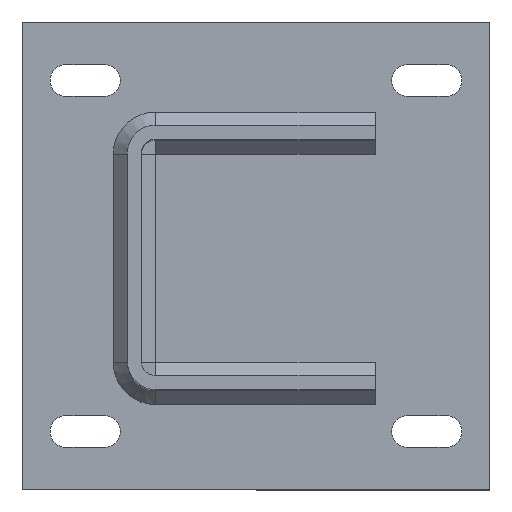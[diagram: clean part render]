
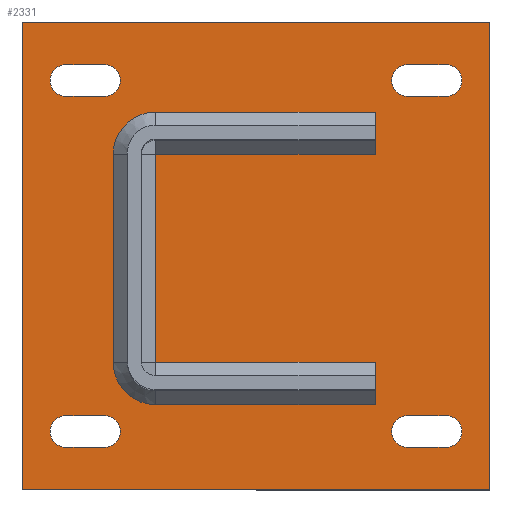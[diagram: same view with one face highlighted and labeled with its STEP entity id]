
A CAD part, top view. The second image highlights one B-rep face of the part: STEP entity #2331.
In plain terms, the highlighted planar face has unit normal (0, 0, 1).
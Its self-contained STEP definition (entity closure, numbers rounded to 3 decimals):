
#73=CARTESIAN_POINT('',(-43.,-45.5,8.0));
#74=VERTEX_POINT('',#73);
#75=CARTESIAN_POINT('',(51.0,-45.5,8.0));
#76=VERTEX_POINT('',#75);
#77=CARTESIAN_POINT('',(-43.,-45.5,8.0));
#78=DIRECTION('',(1.0,0.0,0.0));
#79=VECTOR('',#78,94.0);
#80=LINE('',#77,#79);
#81=EDGE_CURVE('',#74,#76,#80,.T.);
#144=CARTESIAN_POINT('',(-43.,43.5,8.0));
#145=VERTEX_POINT('',#144);
#146=CARTESIAN_POINT('',(-43.,43.5,8.0));
#147=DIRECTION('',(0.0,-1.0,0.0));
#148=VECTOR('',#147,89.0);
#149=LINE('',#146,#148);
#150=EDGE_CURVE('',#145,#74,#149,.T.);
#220=CARTESIAN_POINT('',(51.,43.5,8.0));
#221=VERTEX_POINT('',#220);
#222=CARTESIAN_POINT('',(51.,43.5,8.0));
#223=DIRECTION('',(-1.0,0.0,0.0));
#224=VECTOR('',#223,94.);
#225=LINE('',#222,#224);
#226=EDGE_CURVE('',#221,#145,#225,.T.);
#283=CARTESIAN_POINT('',(51.0,61.5,8.0));
#284=VERTEX_POINT('',#283);
#291=CARTESIAN_POINT('',(-43.,61.5,8.0));
#292=VERTEX_POINT('',#291);
#293=CARTESIAN_POINT('',(-43.,61.5,8.0));
#294=DIRECTION('',(1.0,0.0,0.0));
#295=VECTOR('',#294,94.);
#296=LINE('',#293,#295);
#297=EDGE_CURVE('',#292,#284,#296,.T.);
#322=CARTESIAN_POINT('',(-61.,43.5,8.0));
#323=VERTEX_POINT('',#322);
#324=CARTESIAN_POINT('',(-43.,43.5,8.0));
#325=DIRECTION('',(0.0,0.0,-1.0));
#326=DIRECTION('',(0.0,1.0,0.0));
#327=AXIS2_PLACEMENT_3D('',#324,#325,#326);
#328=CIRCLE('',#327,18.);
#329=EDGE_CURVE('',#323,#292,#328,.T.);
#355=CARTESIAN_POINT('',(-61.,-45.5,8.0));
#356=VERTEX_POINT('',#355);
#357=CARTESIAN_POINT('',(-61.,-45.5,8.));
#358=DIRECTION('',(0.0,1.0,0.0));
#359=VECTOR('',#358,89.);
#360=LINE('',#357,#359);
#361=EDGE_CURVE('',#356,#323,#360,.T.);
#386=CARTESIAN_POINT('',(-43.,-63.5,8.0));
#387=VERTEX_POINT('',#386);
#388=CARTESIAN_POINT('',(-43.,-45.5,8.0));
#389=DIRECTION('',(0.0,0.0,-1.0));
#390=DIRECTION('',(-1.0,0.0,0.0));
#391=AXIS2_PLACEMENT_3D('',#388,#389,#390);
#392=CIRCLE('',#391,18.);
#393=EDGE_CURVE('',#387,#356,#392,.T.);
#419=CARTESIAN_POINT('',(51.0,-63.5,8.0));
#420=VERTEX_POINT('',#419);
#421=CARTESIAN_POINT('',(51.0,-63.5,8.0));
#422=DIRECTION('',(-1.0,0.0,0.0));
#423=VECTOR('',#422,94.);
#424=LINE('',#421,#423);
#425=EDGE_CURVE('',#420,#387,#424,.T.);
#1545=CARTESIAN_POINT('',(51.,-45.5,8.0));
#1546=DIRECTION('',(0.0,-1.0,0.0));
#1547=VECTOR('',#1546,18.);
#1548=LINE('',#1545,#1547);
#1549=EDGE_CURVE('',#76,#420,#1548,.T.);
#1636=CARTESIAN_POINT('',(51.0,61.5,8.0));
#1637=DIRECTION('',(0.0,-1.0,0.0));
#1638=VECTOR('',#1637,18.);
#1639=LINE('',#1636,#1638);
#1640=EDGE_CURVE('',#284,#221,#1639,.T.);
#1664=CARTESIAN_POINT('',(81.25,68.25,8.0));
#1665=VERTEX_POINT('',#1664);
#1672=CARTESIAN_POINT('',(81.25,81.75,8.0));
#1673=VERTEX_POINT('',#1672);
#1674=CARTESIAN_POINT('',(81.25,75.,8.0));
#1675=DIRECTION('',(0.0,0.0,-1.0));
#1676=DIRECTION('',(0.0,1.0,0.0));
#1677=AXIS2_PLACEMENT_3D('',#1674,#1675,#1676);
#1678=CIRCLE('',#1677,6.75);
#1679=EDGE_CURVE('',#1673,#1665,#1678,.T.);
#1704=CARTESIAN_POINT('',(64.75,81.75,8.0));
#1705=VERTEX_POINT('',#1704);
#1706=CARTESIAN_POINT('',(64.75,81.75,8.0));
#1707=DIRECTION('',(1.0,0.0,0.0));
#1708=VECTOR('',#1707,16.5);
#1709=LINE('',#1706,#1708);
#1710=EDGE_CURVE('',#1705,#1673,#1709,.T.);
#1736=CARTESIAN_POINT('',(64.75,68.25,8.0));
#1737=VERTEX_POINT('',#1736);
#1738=CARTESIAN_POINT('',(64.75,75.,8.0));
#1739=DIRECTION('',(0.0,0.0,-1.0));
#1740=DIRECTION('',(0.0,-1.0,0.0));
#1741=AXIS2_PLACEMENT_3D('',#1738,#1739,#1740);
#1742=CIRCLE('',#1741,6.75);
#1743=EDGE_CURVE('',#1737,#1705,#1742,.T.);
#1766=CARTESIAN_POINT('',(81.25,68.25,8.0));
#1767=DIRECTION('',(-1.0,0.0,0.0));
#1768=VECTOR('',#1767,16.5);
#1769=LINE('',#1766,#1768);
#1770=EDGE_CURVE('',#1665,#1737,#1769,.T.);
#1792=CARTESIAN_POINT('',(81.25,-81.75,8.0));
#1793=VERTEX_POINT('',#1792);
#1800=CARTESIAN_POINT('',(81.25,-68.25,8.0));
#1801=VERTEX_POINT('',#1800);
#1802=CARTESIAN_POINT('',(81.25,-75.0,8.0));
#1803=DIRECTION('',(0.0,0.0,-1.0));
#1804=DIRECTION('',(0.0,1.0,0.0));
#1805=AXIS2_PLACEMENT_3D('',#1802,#1803,#1804);
#1806=CIRCLE('',#1805,6.75);
#1807=EDGE_CURVE('',#1801,#1793,#1806,.T.);
#1832=CARTESIAN_POINT('',(64.75,-68.25,8.0));
#1833=VERTEX_POINT('',#1832);
#1834=CARTESIAN_POINT('',(64.75,-68.25,8.0));
#1835=DIRECTION('',(1.0,0.0,0.0));
#1836=VECTOR('',#1835,16.5);
#1837=LINE('',#1834,#1836);
#1838=EDGE_CURVE('',#1833,#1801,#1837,.T.);
#1864=CARTESIAN_POINT('',(64.75,-81.75,8.0));
#1865=VERTEX_POINT('',#1864);
#1866=CARTESIAN_POINT('',(64.75,-75.0,8.0));
#1867=DIRECTION('',(0.0,0.0,-1.0));
#1868=DIRECTION('',(0.0,-1.0,0.0));
#1869=AXIS2_PLACEMENT_3D('',#1866,#1867,#1868);
#1870=CIRCLE('',#1869,6.75);
#1871=EDGE_CURVE('',#1865,#1833,#1870,.T.);
#1894=CARTESIAN_POINT('',(81.25,-81.75,8.0));
#1895=DIRECTION('',(-1.0,0.0,0.0));
#1896=VECTOR('',#1895,16.5);
#1897=LINE('',#1894,#1896);
#1898=EDGE_CURVE('',#1793,#1865,#1897,.T.);
#1920=CARTESIAN_POINT('',(-64.75,-81.75,8.0));
#1921=VERTEX_POINT('',#1920);
#1928=CARTESIAN_POINT('',(-64.75,-68.25,8.0));
#1929=VERTEX_POINT('',#1928);
#1930=CARTESIAN_POINT('',(-64.75,-75.0,8.0));
#1931=DIRECTION('',(0.0,0.0,-1.0));
#1932=DIRECTION('',(0.0,-1.0,0.0));
#1933=AXIS2_PLACEMENT_3D('',#1930,#1931,#1932);
#1934=CIRCLE('',#1933,6.75);
#1935=EDGE_CURVE('',#1929,#1921,#1934,.T.);
#1960=CARTESIAN_POINT('',(-81.25,-68.25,8.0));
#1961=VERTEX_POINT('',#1960);
#1962=CARTESIAN_POINT('',(-81.25,-68.25,8.0));
#1963=DIRECTION('',(1.0,0.0,0.0));
#1964=VECTOR('',#1963,16.5);
#1965=LINE('',#1962,#1964);
#1966=EDGE_CURVE('',#1961,#1929,#1965,.T.);
#1992=CARTESIAN_POINT('',(-81.25,-81.75,8.0));
#1993=VERTEX_POINT('',#1992);
#1994=CARTESIAN_POINT('',(-81.25,-75.,8.0));
#1995=DIRECTION('',(0.0,0.0,-1.0));
#1996=DIRECTION('',(0.0,1.0,0.0));
#1997=AXIS2_PLACEMENT_3D('',#1994,#1995,#1996);
#1998=CIRCLE('',#1997,6.75);
#1999=EDGE_CURVE('',#1993,#1961,#1998,.T.);
#2022=CARTESIAN_POINT('',(-64.75,-81.75,8.0));
#2023=DIRECTION('',(-1.0,0.0,0.0));
#2024=VECTOR('',#2023,16.5);
#2025=LINE('',#2022,#2024);
#2026=EDGE_CURVE('',#1921,#1993,#2025,.T.);
#2048=CARTESIAN_POINT('',(-64.75,68.25,8.0));
#2049=VERTEX_POINT('',#2048);
#2056=CARTESIAN_POINT('',(-64.75,81.75,8.0));
#2057=VERTEX_POINT('',#2056);
#2058=CARTESIAN_POINT('',(-64.75,75.0,8.0));
#2059=DIRECTION('',(0.0,0.0,-1.0));
#2060=DIRECTION('',(0.0,1.0,0.0));
#2061=AXIS2_PLACEMENT_3D('',#2058,#2059,#2060);
#2062=CIRCLE('',#2061,6.75);
#2063=EDGE_CURVE('',#2057,#2049,#2062,.T.);
#2088=CARTESIAN_POINT('',(-81.25,81.75,8.0));
#2089=VERTEX_POINT('',#2088);
#2090=CARTESIAN_POINT('',(-81.25,81.75,8.0));
#2091=DIRECTION('',(1.0,0.0,0.0));
#2092=VECTOR('',#2091,16.5);
#2093=LINE('',#2090,#2092);
#2094=EDGE_CURVE('',#2089,#2057,#2093,.T.);
#2120=CARTESIAN_POINT('',(-81.25,68.25,8.0));
#2121=VERTEX_POINT('',#2120);
#2122=CARTESIAN_POINT('',(-81.25,75.0,8.0));
#2123=DIRECTION('',(0.0,0.0,-1.0));
#2124=DIRECTION('',(0.0,-1.0,0.0));
#2125=AXIS2_PLACEMENT_3D('',#2122,#2123,#2124);
#2126=CIRCLE('',#2125,6.75);
#2127=EDGE_CURVE('',#2121,#2089,#2126,.T.);
#2150=CARTESIAN_POINT('',(-64.75,68.25,8.0));
#2151=DIRECTION('',(-1.0,0.0,0.0));
#2152=VECTOR('',#2151,16.5);
#2153=LINE('',#2150,#2152);
#2154=EDGE_CURVE('',#2049,#2121,#2153,.T.);
#2165=CARTESIAN_POINT('',(100.0,100.0,8.0));
#2166=VERTEX_POINT('',#2165);
#2167=CARTESIAN_POINT('',(100.,-100.0,8.0));
#2168=VERTEX_POINT('',#2167);
#2169=CARTESIAN_POINT('',(100.0,100.0,8.0));
#2170=DIRECTION('',(0.0,-1.0,0.0));
#2171=VECTOR('',#2170,200.0);
#2172=LINE('',#2169,#2171);
#2173=EDGE_CURVE('',#2166,#2168,#2172,.T.);
#2205=CARTESIAN_POINT('',(-100.,-100.,8.0));
#2206=VERTEX_POINT('',#2205);
#2207=CARTESIAN_POINT('',(100.,-100.0,8.0));
#2208=DIRECTION('',(-1.0,0.0,0.0));
#2209=VECTOR('',#2208,200.);
#2210=LINE('',#2207,#2209);
#2211=EDGE_CURVE('',#2168,#2206,#2210,.T.);
#2236=CARTESIAN_POINT('',(-100.0,100.0,8.0));
#2237=VERTEX_POINT('',#2236);
#2238=CARTESIAN_POINT('',(-100.,-100.,8.0));
#2239=DIRECTION('',(0.0,1.0,0.0));
#2240=VECTOR('',#2239,200.0);
#2241=LINE('',#2238,#2240);
#2242=EDGE_CURVE('',#2206,#2237,#2241,.T.);
#2267=CARTESIAN_POINT('',(-100.0,100.0,8.0));
#2268=DIRECTION('',(1.0,0.0,0.0));
#2269=VECTOR('',#2268,200.0);
#2270=LINE('',#2267,#2269);
#2271=EDGE_CURVE('',#2237,#2166,#2270,.T.);
#2284=CARTESIAN_POINT('',(0.0,0.0,8.0));
#2285=DIRECTION('',(0.0,0.0,1.0));
#2286=DIRECTION('',(1.0,0.0,0.0));
#2287=AXIS2_PLACEMENT_3D('',#2284,#2285,#2286);
#2288=PLANE('',#2287);
#2289=ORIENTED_EDGE('',*,*,#2173,.F.);
#2290=ORIENTED_EDGE('',*,*,#2271,.F.);
#2291=ORIENTED_EDGE('',*,*,#2242,.F.);
#2292=ORIENTED_EDGE('',*,*,#2211,.F.);
#2293=EDGE_LOOP('',(#2289,#2290,#2291,#2292));
#2294=FACE_OUTER_BOUND('',#2293,.T.);
#2295=ORIENTED_EDGE('',*,*,#1549,.T.);
#2296=ORIENTED_EDGE('',*,*,#425,.T.);
#2297=ORIENTED_EDGE('',*,*,#393,.T.);
#2298=ORIENTED_EDGE('',*,*,#361,.T.);
#2299=ORIENTED_EDGE('',*,*,#329,.T.);
#2300=ORIENTED_EDGE('',*,*,#297,.T.);
#2301=ORIENTED_EDGE('',*,*,#1640,.T.);
#2302=ORIENTED_EDGE('',*,*,#226,.T.);
#2303=ORIENTED_EDGE('',*,*,#150,.T.);
#2304=ORIENTED_EDGE('',*,*,#81,.T.);
#2305=EDGE_LOOP('',(#2295,#2296,#2297,#2298,#2299,#2300,#2301,#2302,#2303,#2304));
#2306=FACE_BOUND('',#2305,.T.);
#2307=ORIENTED_EDGE('',*,*,#1743,.T.);
#2308=ORIENTED_EDGE('',*,*,#1710,.T.);
#2309=ORIENTED_EDGE('',*,*,#1679,.T.);
#2310=ORIENTED_EDGE('',*,*,#1770,.T.);
#2311=EDGE_LOOP('',(#2307,#2308,#2309,#2310));
#2312=FACE_BOUND('',#2311,.T.);
#2313=ORIENTED_EDGE('',*,*,#1871,.T.);
#2314=ORIENTED_EDGE('',*,*,#1838,.T.);
#2315=ORIENTED_EDGE('',*,*,#1807,.T.);
#2316=ORIENTED_EDGE('',*,*,#1898,.T.);
#2317=EDGE_LOOP('',(#2313,#2314,#2315,#2316));
#2318=FACE_BOUND('',#2317,.T.);
#2319=ORIENTED_EDGE('',*,*,#1999,.T.);
#2320=ORIENTED_EDGE('',*,*,#1966,.T.);
#2321=ORIENTED_EDGE('',*,*,#1935,.T.);
#2322=ORIENTED_EDGE('',*,*,#2026,.T.);
#2323=EDGE_LOOP('',(#2319,#2320,#2321,#2322));
#2324=FACE_BOUND('',#2323,.T.);
#2325=ORIENTED_EDGE('',*,*,#2127,.T.);
#2326=ORIENTED_EDGE('',*,*,#2094,.T.);
#2327=ORIENTED_EDGE('',*,*,#2063,.T.);
#2328=ORIENTED_EDGE('',*,*,#2154,.T.);
#2329=EDGE_LOOP('',(#2325,#2326,#2327,#2328));
#2330=FACE_BOUND('',#2329,.T.);
#2331=ADVANCED_FACE('',(#2294,#2306,#2312,#2318,#2324,#2330),#2288,.T.);
